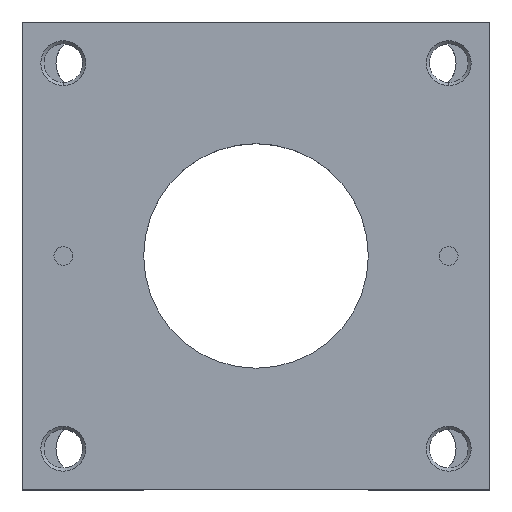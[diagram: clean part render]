
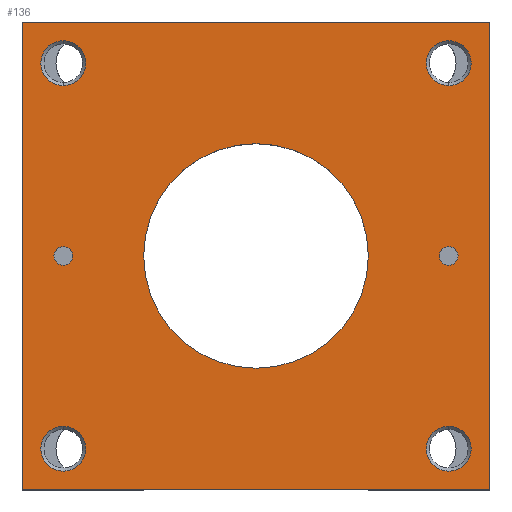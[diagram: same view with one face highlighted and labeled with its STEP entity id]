
A CAD part, top view. The second image highlights one B-rep face of the part: STEP entity #136.
In plain terms, the highlighted planar face has unit normal (0, 0, 1).
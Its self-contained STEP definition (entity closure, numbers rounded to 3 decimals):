
#136=ADVANCED_FACE('',(#265,#266,#267,#268,#269,#270,#271,#272),#273,.T.);
#265=FACE_BOUND('',#406,.T.);
#266=FACE_BOUND('',#407,.T.);
#267=FACE_BOUND('',#408,.T.);
#268=FACE_BOUND('',#409,.T.);
#269=FACE_BOUND('',#410,.T.);
#270=FACE_BOUND('',#411,.T.);
#271=FACE_BOUND('',#412,.T.);
#272=FACE_OUTER_BOUND('',#413,.T.);
#273=PLANE('',#414);
#406=EDGE_LOOP('',(#902,#903));
#407=EDGE_LOOP('',(#904,#905));
#408=EDGE_LOOP('',(#906,#907));
#409=EDGE_LOOP('',(#908,#909));
#410=EDGE_LOOP('',(#910,#911));
#411=EDGE_LOOP('',(#912,#913));
#412=EDGE_LOOP('',(#914,#915));
#413=EDGE_LOOP('',(#916,#917,#918,#919));
#414=AXIS2_PLACEMENT_3D('',#920,#921,#922);
#902=ORIENTED_EDGE('',*,*,#1037,.T.);
#903=ORIENTED_EDGE('',*,*,#1133,.T.);
#904=ORIENTED_EDGE('',*,*,#1024,.T.);
#905=ORIENTED_EDGE('',*,*,#1135,.T.);
#906=ORIENTED_EDGE('',*,*,#1011,.T.);
#907=ORIENTED_EDGE('',*,*,#1137,.T.);
#908=ORIENTED_EDGE('',*,*,#1000,.T.);
#909=ORIENTED_EDGE('',*,*,#1140,.T.);
#910=ORIENTED_EDGE('',*,*,#987,.T.);
#911=ORIENTED_EDGE('',*,*,#1142,.T.);
#912=ORIENTED_EDGE('',*,*,#983,.T.);
#913=ORIENTED_EDGE('',*,*,#1143,.T.);
#914=ORIENTED_EDGE('',*,*,#979,.T.);
#915=ORIENTED_EDGE('',*,*,#1144,.T.);
#916=ORIENTED_EDGE('',*,*,#1145,.T.);
#917=ORIENTED_EDGE('',*,*,#1146,.T.);
#918=ORIENTED_EDGE('',*,*,#1147,.T.);
#919=ORIENTED_EDGE('',*,*,#1148,.T.);
#920=CARTESIAN_POINT('',(0.0,0.0,37.0));
#921=DIRECTION('',(0.0,0.0,1.0));
#922=DIRECTION('',(1.0,0.0,0.0));
#979=EDGE_CURVE('',#1157,#1154,#1158,.T.);
#983=EDGE_CURVE('',#1165,#1162,#1166,.T.);
#987=EDGE_CURVE('',#1173,#1170,#1174,.T.);
#1000=EDGE_CURVE('',#1191,#1194,#1196,.T.);
#1011=EDGE_CURVE('',#1210,#1213,#1215,.T.);
#1024=EDGE_CURVE('',#1233,#1236,#1238,.T.);
#1037=EDGE_CURVE('',#1256,#1259,#1261,.T.);
#1133=EDGE_CURVE('',#1259,#1256,#1413,.T.);
#1135=EDGE_CURVE('',#1236,#1233,#1415,.T.);
#1137=EDGE_CURVE('',#1213,#1210,#1417,.T.);
#1140=EDGE_CURVE('',#1194,#1191,#1420,.T.);
#1142=EDGE_CURVE('',#1170,#1173,#1422,.T.);
#1143=EDGE_CURVE('',#1162,#1165,#1423,.T.);
#1144=EDGE_CURVE('',#1154,#1157,#1424,.T.);
#1145=EDGE_CURVE('',#1425,#1426,#1427,.T.);
#1146=EDGE_CURVE('',#1426,#1428,#1429,.T.);
#1147=EDGE_CURVE('',#1428,#1430,#1431,.T.);
#1148=EDGE_CURVE('',#1430,#1425,#1432,.T.);
#1154=VERTEX_POINT('',#1438);
#1157=VERTEX_POINT('',#1442);
#1158=CIRCLE('',#1443,60.0);
#1162=VERTEX_POINT('',#1448);
#1165=VERTEX_POINT('',#1452);
#1166=CIRCLE('',#1453,5.0);
#1170=VERTEX_POINT('',#1458);
#1173=VERTEX_POINT('',#1462);
#1174=CIRCLE('',#1463,5.0);
#1191=VERTEX_POINT('',#1485);
#1194=VERTEX_POINT('',#1489);
#1196=CIRCLE('',#1492,12.0);
#1210=VERTEX_POINT('',#1510);
#1213=VERTEX_POINT('',#1514);
#1215=CIRCLE('',#1517,12.0);
#1233=VERTEX_POINT('',#1539);
#1236=VERTEX_POINT('',#1543);
#1238=CIRCLE('',#1546,12.0);
#1256=VERTEX_POINT('',#1568);
#1259=VERTEX_POINT('',#1572);
#1261=CIRCLE('',#1575,12.0);
#1413=CIRCLE('',#1788,12.0);
#1415=CIRCLE('',#1790,12.0);
#1417=CIRCLE('',#1792,12.0);
#1420=CIRCLE('',#1795,12.0);
#1422=CIRCLE('',#1797,5.0);
#1423=CIRCLE('',#1798,5.0);
#1424=CIRCLE('',#1799,60.0);
#1425=VERTEX_POINT('',#1800);
#1426=VERTEX_POINT('',#1801);
#1427=LINE('',#1802,#1803);
#1428=VERTEX_POINT('',#1804);
#1429=LINE('',#1805,#1806);
#1430=VERTEX_POINT('',#1807);
#1431=LINE('',#1808,#1809);
#1432=LINE('',#1810,#1811);
#1438=CARTESIAN_POINT('',(60.0,0.,37.0));
#1442=CARTESIAN_POINT('',(-60.0,0.,37.0));
#1443=AXIS2_PLACEMENT_3D('',#1823,#1824,#1825);
#1448=CARTESIAN_POINT('',(-98.0,0.,37.0));
#1452=CARTESIAN_POINT('',(-108.0,0.,37.0));
#1453=AXIS2_PLACEMENT_3D('',#1831,#1832,#1833);
#1458=CARTESIAN_POINT('',(108.0,0.,37.0));
#1462=CARTESIAN_POINT('',(98.0,0.,37.0));
#1463=AXIS2_PLACEMENT_3D('',#1839,#1840,#1841);
#1485=CARTESIAN_POINT('',(-103.0,-91.0,37.0));
#1489=CARTESIAN_POINT('',(-103.0,-115.0,37.0));
#1492=AXIS2_PLACEMENT_3D('',#1864,#1865,#1866);
#1510=CARTESIAN_POINT('',(-103.0,115.0,37.0));
#1514=CARTESIAN_POINT('',(-103.0,91.0,37.0));
#1517=AXIS2_PLACEMENT_3D('',#1885,#1886,#1887);
#1539=CARTESIAN_POINT('',(103.0,-91.0,37.0));
#1543=CARTESIAN_POINT('',(103.0,-115.0,37.0));
#1546=AXIS2_PLACEMENT_3D('',#1912,#1913,#1914);
#1568=CARTESIAN_POINT('',(103.0,115.0,37.0));
#1572=CARTESIAN_POINT('',(103.0,91.0,37.0));
#1575=AXIS2_PLACEMENT_3D('',#1939,#1940,#1941);
#1788=AXIS2_PLACEMENT_3D('',#2105,#2106,#2107);
#1790=AXIS2_PLACEMENT_3D('',#2111,#2112,#2113);
#1792=AXIS2_PLACEMENT_3D('',#2117,#2118,#2119);
#1795=AXIS2_PLACEMENT_3D('',#2126,#2127,#2128);
#1797=AXIS2_PLACEMENT_3D('',#2132,#2133,#2134);
#1798=AXIS2_PLACEMENT_3D('',#2135,#2136,#2137);
#1799=AXIS2_PLACEMENT_3D('',#2138,#2139,#2140);
#1800=CARTESIAN_POINT('',(125.0,-125.0,37.0));
#1801=CARTESIAN_POINT('',(125.0,125.0,37.0));
#1802=CARTESIAN_POINT('',(125.0,0.0,37.0));
#1803=VECTOR('',#2141,1.0);
#1804=CARTESIAN_POINT('',(-125.0,125.0,37.0));
#1805=CARTESIAN_POINT('',(0.0,125.0,37.0));
#1806=VECTOR('',#2142,1.0);
#1807=CARTESIAN_POINT('',(-125.0,-125.0,37.0));
#1808=CARTESIAN_POINT('',(-125.0,0.0,37.0));
#1809=VECTOR('',#2143,1.0);
#1810=CARTESIAN_POINT('',(0.0,-125.0,37.0));
#1811=VECTOR('',#2144,1.0);
#1823=CARTESIAN_POINT('',(0.0,0.0,37.0));
#1824=DIRECTION('',(0.0,0.0,-1.0));
#1825=DIRECTION('',(1.0,0.0,0.0));
#1831=CARTESIAN_POINT('',(-103.0,0.0,37.0));
#1832=DIRECTION('',(0.0,0.0,-1.0));
#1833=DIRECTION('',(1.0,0.0,0.0));
#1839=CARTESIAN_POINT('',(103.0,0.0,37.0));
#1840=DIRECTION('',(0.0,0.0,-1.0));
#1841=DIRECTION('',(1.0,0.0,0.0));
#1864=CARTESIAN_POINT('',(-103.0,-103.0,37.0));
#1865=DIRECTION('',(0.0,0.0,-1.0));
#1866=DIRECTION('',(0.0,1.0,0.0));
#1885=CARTESIAN_POINT('',(-103.0,103.0,37.0));
#1886=DIRECTION('',(0.0,0.0,-1.0));
#1887=DIRECTION('',(0.0,1.0,0.0));
#1912=CARTESIAN_POINT('',(103.0,-103.0,37.0));
#1913=DIRECTION('',(0.0,0.0,-1.0));
#1914=DIRECTION('',(0.0,1.0,0.0));
#1939=CARTESIAN_POINT('',(103.0,103.0,37.0));
#1940=DIRECTION('',(0.0,0.0,-1.0));
#1941=DIRECTION('',(0.0,1.0,0.0));
#2105=CARTESIAN_POINT('',(103.0,103.0,37.0));
#2106=DIRECTION('',(0.0,0.0,-1.0));
#2107=DIRECTION('',(0.0,1.0,0.0));
#2111=CARTESIAN_POINT('',(103.0,-103.0,37.0));
#2112=DIRECTION('',(0.0,0.0,-1.0));
#2113=DIRECTION('',(0.0,1.0,0.0));
#2117=CARTESIAN_POINT('',(-103.0,103.0,37.0));
#2118=DIRECTION('',(0.0,0.0,-1.0));
#2119=DIRECTION('',(0.0,1.0,0.0));
#2126=CARTESIAN_POINT('',(-103.0,-103.0,37.0));
#2127=DIRECTION('',(0.0,0.0,-1.0));
#2128=DIRECTION('',(0.0,1.0,0.0));
#2132=CARTESIAN_POINT('',(103.0,0.0,37.0));
#2133=DIRECTION('',(0.0,0.0,-1.0));
#2134=DIRECTION('',(1.0,0.0,0.0));
#2135=CARTESIAN_POINT('',(-103.0,0.0,37.0));
#2136=DIRECTION('',(0.0,0.0,-1.0));
#2137=DIRECTION('',(1.0,0.0,0.0));
#2138=CARTESIAN_POINT('',(0.0,0.0,37.0));
#2139=DIRECTION('',(0.0,0.0,-1.0));
#2140=DIRECTION('',(1.0,0.0,0.0));
#2141=DIRECTION('',(0.0,1.0,0.0));
#2142=DIRECTION('',(-1.0,0.0,0.0));
#2143=DIRECTION('',(0.0,-1.0,0.0));
#2144=DIRECTION('',(1.0,0.0,0.0));
